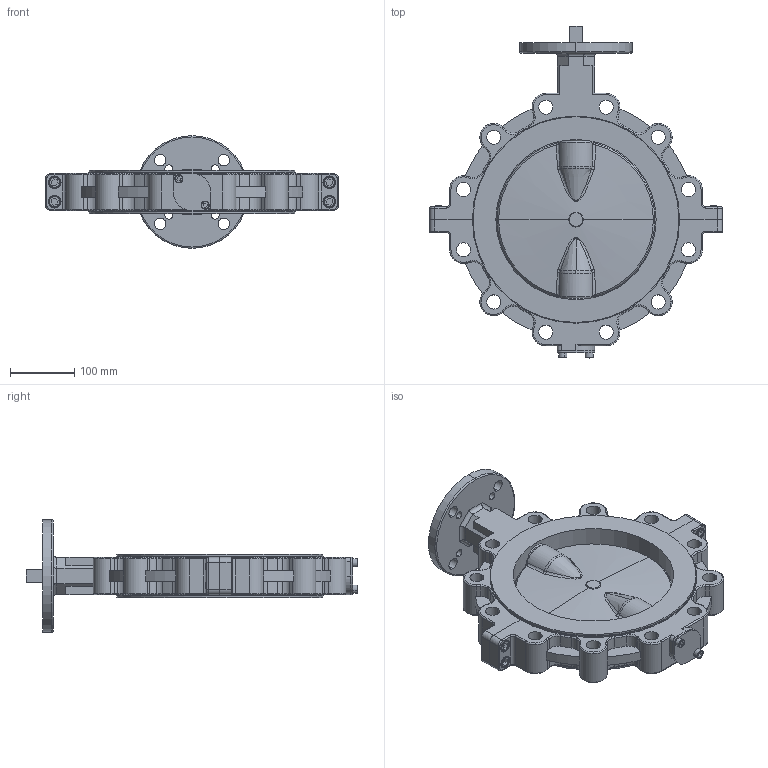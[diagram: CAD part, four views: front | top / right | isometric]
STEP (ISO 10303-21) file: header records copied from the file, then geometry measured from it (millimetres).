
FILE_DESCRIPTION (( 'STEP AP214' ), '1' );
FILE_NAME ('AS-L1-1000-PMR-XA.step', '2019-08-26T11:38:31', ( '' ), ( '' ), 'SwSTEP 2.0', 'SolidWorks 2019', '' );
FILE_SCHEMA (( 'AUTOMOTIVE_DESIGN' ));
Length unit declared in the file: inch
Products named in the file (2): AS-L1-1000-PMR-XA
Bounding box: 455 x 516 x 175 mm (x, y, z)
Surface area: 607298.3 mm2 (no closed solid volume)
Topology: 0 solids, 16 shells, 605 faces, 1611 edges, 1012 vertices
Faces by surface type: cylinder 254, plane 146, torus 135, bspline 36, cone 34
Entity records: 29497 total; most frequent: CARTESIAN_POINT 6446, DIRECTION 3383, ORIENTED_EDGE 3000, EDGE_CURVE 1611, AXIS2_PLACEMENT_3D 1379, VERTEX_POINT 1012, CIRCLE 808, EDGE_LOOP 671
